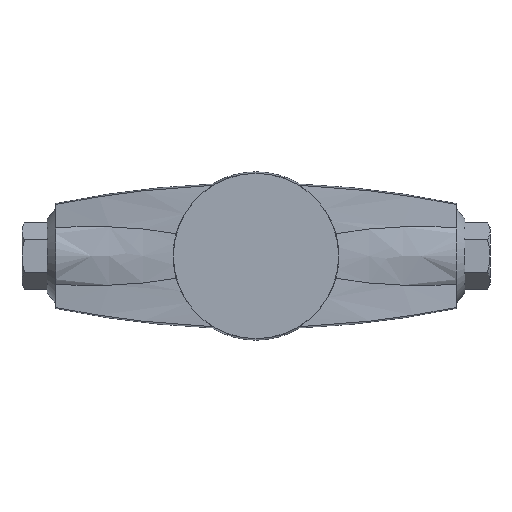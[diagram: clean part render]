
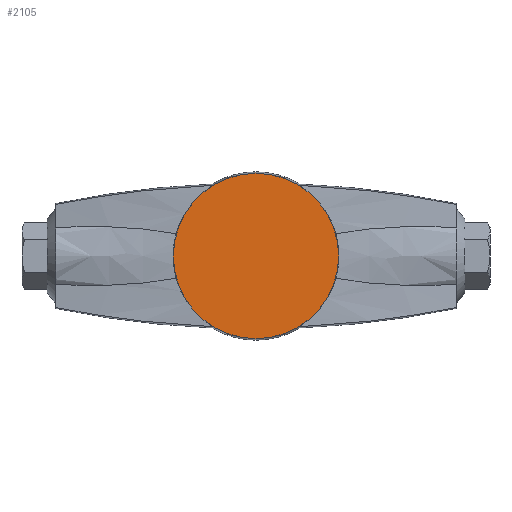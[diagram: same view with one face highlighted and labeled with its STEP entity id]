
A CAD part, front view. The second image highlights one B-rep face of the part: STEP entity #2105.
In plain terms, the highlighted face is planar.
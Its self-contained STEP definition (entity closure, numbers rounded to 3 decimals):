
#180 = CARTESIAN_POINT ( 'NONE',  ( 62.04, 17.5, 24.542 ) ) ;
#378 = DIRECTION ( 'NONE',  ( 0., 0., 1. ) ) ;
#410 = CARTESIAN_POINT ( 'NONE',  ( 62.04, 17.5, 0. ) ) ;
#423 = CIRCLE ( 'NONE', #1441, 24.542 ) ;
#426 = FACE_OUTER_BOUND ( 'NONE', #2844, .T. ) ;
#963 = DIRECTION ( 'NONE',  ( 0., 0., 1. ) ) ;
#1134 = DIRECTION ( 'NONE',  ( 0., 1., 0. ) ) ;
#1239 = AXIS2_PLACEMENT_3D ( 'NONE', #410, #2611, #378 ) ;
#1346 = EDGE_CURVE ( 'NONE', #1525, #1847, #423, .T. ) ;
#1441 = AXIS2_PLACEMENT_3D ( 'NONE', #3199, #1759, #963 ) ;
#1525 = VERTEX_POINT ( 'NONE', #180 ) ;
#1646 = ORIENTED_EDGE ( 'NONE', *, *, #1346, .T. ) ;
#1759 = DIRECTION ( 'NONE',  ( 0., 1., 0. ) ) ;
#1847 = VERTEX_POINT ( 'NONE', #3232 ) ;
#2020 = EDGE_CURVE ( 'NONE', #1847, #1525, #2562, .T. ) ;
#2105 = ADVANCED_FACE ( 'NONE', ( #426 ), #2780, .T. ) ;
#2237 = AXIS2_PLACEMENT_3D ( 'NONE', #2305, #1134, #2903 ) ;
#2305 = CARTESIAN_POINT ( 'NONE',  ( 62.04, 17.5, 0. ) ) ;
#2462 = ORIENTED_EDGE ( 'NONE', *, *, #2020, .T. ) ;
#2562 = CIRCLE ( 'NONE', #2237, 24.542 ) ;
#2611 = DIRECTION ( 'NONE',  ( 0., 1., 0. ) ) ;
#2780 = PLANE ( 'NONE',  #1239 ) ;
#2844 = EDGE_LOOP ( 'NONE', ( #1646, #2462 ) ) ;
#2903 = DIRECTION ( 'NONE',  ( 0., 0., 1. ) ) ;
#3199 = CARTESIAN_POINT ( 'NONE',  ( 62.04, 17.5, 0. ) ) ;
#3232 = CARTESIAN_POINT ( 'NONE',  ( 62.04, 17.5, -24.542 ) ) ;
